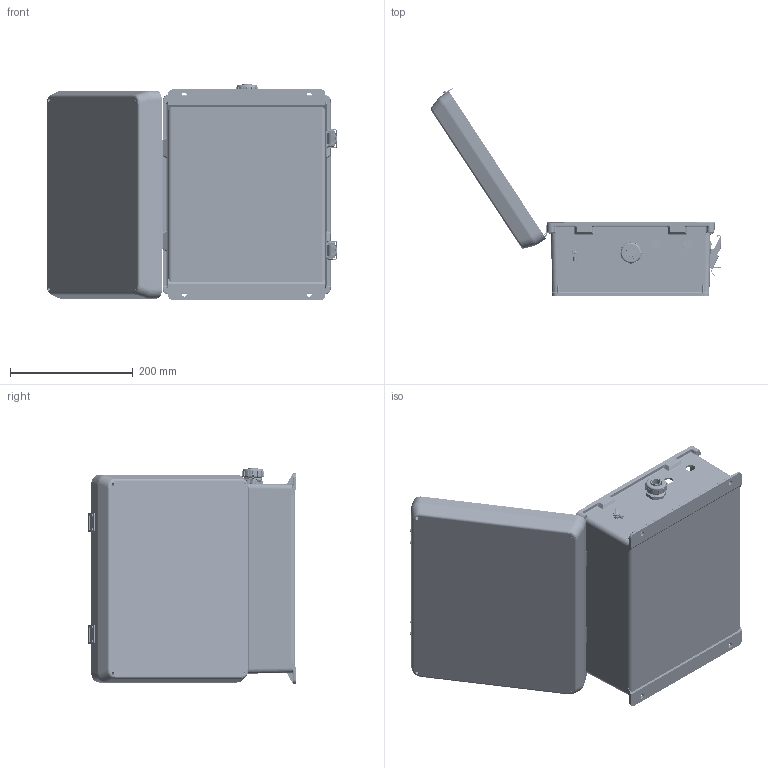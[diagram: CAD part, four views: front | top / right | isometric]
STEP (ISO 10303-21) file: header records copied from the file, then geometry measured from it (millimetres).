
FILE_DESCRIPTION (( 'STEP AP214' ), '1' );
FILE_NAME ('NB121005-100.STEP', '2013-05-14T16:03:27', ( '' ), ( '' ), 'SwSTEP 2.0', 'SolidWorks 2012', '' );
FILE_SCHEMA (( 'AUTOMOTIVE_DESIGN' ));
Length unit declared in the file: inch
Products named in the file (27): GroundWire_NB121005; XCT-0011; XFS-0066_90272A147; XCT-0005; XFN-0003; XCT-0010; XFS-0026; 10-32 NEMA PLATE SCREW; XFW-0002; XFN-0022; X-ASSY-HYP285-1; XERZ-V20D241; X-PCB-HYP285; XFS-0017; XF797-02; XFN-0013; XCTB-0002; XMH-0010; XMH-0007; 1BE01-002; XC-0003; NB121005-DoorClasp-2; NB121005-DoorClasp-1; NB121005-Lid; NB121005-Hinge; NB121005-Box; NB121005-100
Assembly tree (47 placements, depth 3):
  NB121005-100
    NB121005-Box
    NB121005-Hinge  x2
    NB121005-Lid
    NB121005-DoorClasp-1  x2
    NB121005-DoorClasp-2  x2
    XC-0003
    1BE01-002
    XMH-0007  x4
    XMH-0010
    XCTB-0002
    XFN-0013  x2
    XF797-02
    XFS-0017  x3
    X-ASSY-HYP285-1
      X-PCB-HYP285
      XERZ-V20D241  x3
    XFN-0022  x2
    XFW-0002  x5
    10-32 NEMA PLATE SCREW  x4
    XFS-0026
    XCT-0010
    XFN-0003  x2
    XCT-0005
    XFS-0066_90272A147  x2
    XCT-0011
    GroundWire_NB121005
Bounding box: 473.09 x 338.56 x 351.59 mm (x, y, z)
Volume: 1592726.1 mm3; surface area: 960835.5 mm2
Topology: 52 solids, 53 shells, 4826 faces, 12000 edges, 7291 vertices
Faces by surface type: cylinder 1659, plane 1329, cone 1081, torus 420, bspline 292, sphere 45
Entity records: 123351 total; most frequent: CARTESIAN_POINT 32105, ORIENTED_EDGE 16142, DIRECTION 16020, EDGE_CURVE 8071, AXIS2_PLACEMENT_3D 6088, VERTEX_POINT 4958, LINE 3844, VECTOR 3844
